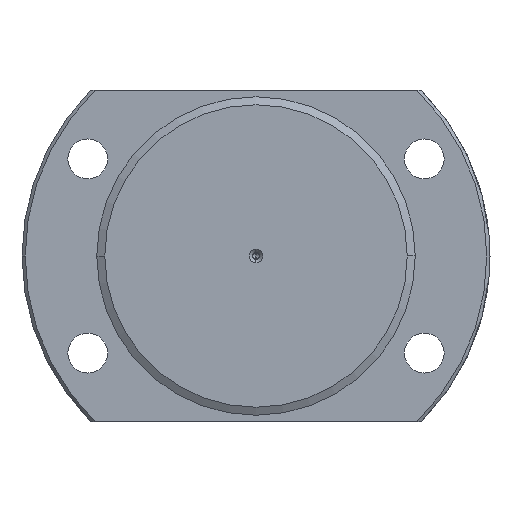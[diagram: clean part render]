
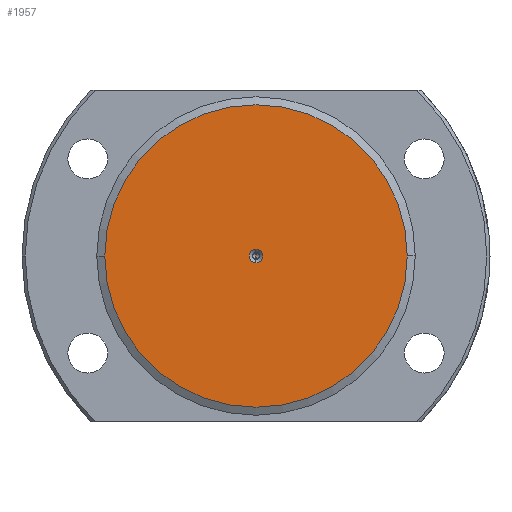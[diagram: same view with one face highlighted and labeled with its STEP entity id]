
A CAD part, left-side view. The second image highlights one B-rep face of the part: STEP entity #1957.
In plain terms, the highlighted planar face has unit normal (-1, 0, 0).
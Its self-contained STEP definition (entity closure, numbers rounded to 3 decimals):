
#66 = DIRECTION ( 'NONE',  ( 0., -1., 0. ) ) ;
#112 = VERTEX_POINT ( 'NONE', #1118 ) ;
#368 = CARTESIAN_POINT ( 'NONE',  ( 0., 47.5, 0. ) ) ;
#456 = CIRCLE ( 'NONE', #532, 47.5 ) ;
#492 = VERTEX_POINT ( 'NONE', #368 ) ;
#532 = AXIS2_PLACEMENT_3D ( 'NONE', #1782, #2932, #1014 ) ;
#579 = CARTESIAN_POINT ( 'NONE',  ( 0., 0., 0. ) ) ;
#606 = DIRECTION ( 'NONE',  ( 0., -1., 0. ) ) ;
#690 = CARTESIAN_POINT ( 'NONE',  ( 0., -47.5, 0. ) ) ;
#924 = VERTEX_POINT ( 'NONE', #1156 ) ;
#926 = EDGE_CURVE ( 'NONE', #112, #924, #4227, .T. ) ;
#1014 = DIRECTION ( 'NONE',  ( 0., -1., 0. ) ) ;
#1074 = ORIENTED_EDGE ( 'NONE', *, *, #3275, .T. ) ;
#1118 = CARTESIAN_POINT ( 'NONE',  ( 0., 0., -2.075 ) ) ;
#1156 = CARTESIAN_POINT ( 'NONE',  ( 0., 0., 2.075 ) ) ;
#1331 = EDGE_LOOP ( 'NONE', ( #1074, #4171 ) ) ;
#1423 = CIRCLE ( 'NONE', #1667, 2.075 ) ;
#1667 = AXIS2_PLACEMENT_3D ( 'NONE', #579, #2865, #606 ) ;
#1782 = CARTESIAN_POINT ( 'NONE',  ( 0., 0., 0. ) ) ;
#1957 = ADVANCED_FACE ( 'NONE', ( #4111, #2178 ), #2586, .T. ) ;
#2160 = DIRECTION ( 'NONE',  ( -1., 0., 0. ) ) ;
#2178 = FACE_OUTER_BOUND ( 'NONE', #1331, .T. ) ;
#2253 = EDGE_CURVE ( 'NONE', #2950, #492, #2466, .T. ) ;
#2307 = DIRECTION ( 'NONE',  ( 0., -1., 0. ) ) ;
#2348 = EDGE_CURVE ( 'NONE', #924, #112, #1423, .T. ) ;
#2466 = CIRCLE ( 'NONE', #4871, 47.5 ) ;
#2532 = ORIENTED_EDGE ( 'NONE', *, *, #926, .T. ) ;
#2538 = DIRECTION ( 'NONE',  ( 0., -1., 0. ) ) ;
#2547 = AXIS2_PLACEMENT_3D ( 'NONE', #4130, #2160, #2538 ) ;
#2586 = PLANE ( 'NONE',  #2547 ) ;
#2865 = DIRECTION ( 'NONE',  ( 1., 0., 0. ) ) ;
#2932 = DIRECTION ( 'NONE',  ( -1., 0., 0. ) ) ;
#2940 = AXIS2_PLACEMENT_3D ( 'NONE', #3480, #4225, #2307 ) ;
#2950 = VERTEX_POINT ( 'NONE', #690 ) ;
#3005 = ORIENTED_EDGE ( 'NONE', *, *, #2348, .T. ) ;
#3012 = EDGE_LOOP ( 'NONE', ( #3005, #2532 ) ) ;
#3172 = DIRECTION ( 'NONE',  ( -1., 0., 0. ) ) ;
#3275 = EDGE_CURVE ( 'NONE', #492, #2950, #456, .T. ) ;
#3480 = CARTESIAN_POINT ( 'NONE',  ( 0., 0., 0. ) ) ;
#4111 = FACE_BOUND ( 'NONE', #3012, .T. ) ;
#4130 = CARTESIAN_POINT ( 'NONE',  ( 0., 0., 0. ) ) ;
#4171 = ORIENTED_EDGE ( 'NONE', *, *, #2253, .T. ) ;
#4225 = DIRECTION ( 'NONE',  ( 1., 0., 0. ) ) ;
#4227 = CIRCLE ( 'NONE', #2940, 2.075 ) ;
#4378 = CARTESIAN_POINT ( 'NONE',  ( 0., 0., 0. ) ) ;
#4871 = AXIS2_PLACEMENT_3D ( 'NONE', #4378, #3172, #66 ) ;
